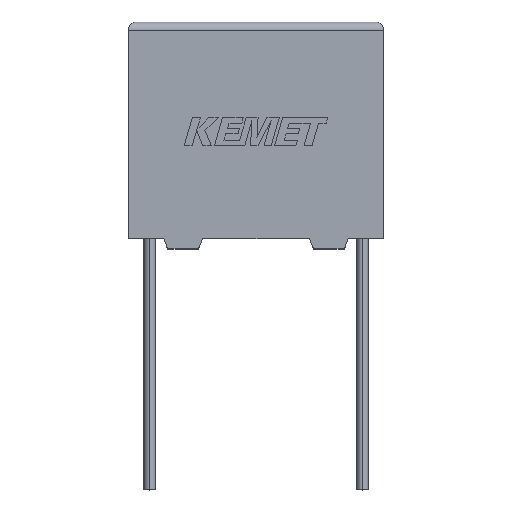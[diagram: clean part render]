
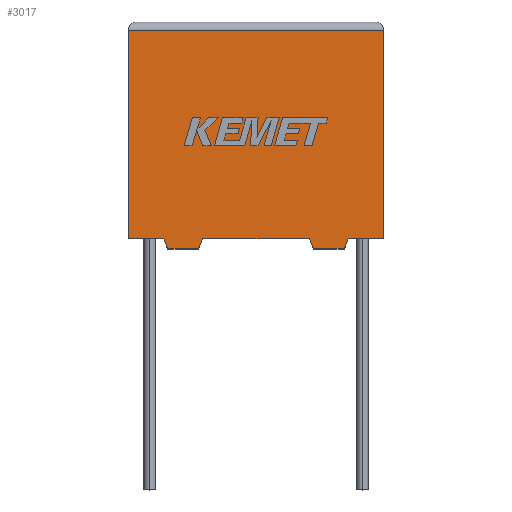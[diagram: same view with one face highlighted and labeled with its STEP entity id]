
A CAD part, top view. The second image highlights one B-rep face of the part: STEP entity #3017.
In plain terms, the highlighted planar face has unit normal (0, 0, 1).
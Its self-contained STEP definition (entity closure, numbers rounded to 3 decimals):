
#81 = CARTESIAN_POINT ( 'NONE',  ( 0., 0., 8.5 ) ) ;
#87 = LINE ( 'NONE', #1541, #854 ) ;
#118 = VERTEX_POINT ( 'NONE', #266 ) ;
#125 = CARTESIAN_POINT ( 'NONE',  ( 15.217, -0.72, 8.5 ) ) ;
#141 = DIRECTION ( 'NONE',  ( 0.385, 0.923, 0. ) ) ;
#224 = LINE ( 'NONE', #1888, #1035 ) ;
#246 = VECTOR ( 'NONE', #920, 1000. ) ;
#248 = VERTEX_POINT ( 'NONE', #1646 ) ;
#266 = CARTESIAN_POINT ( 'NONE',  ( 13.054, -0.72, 8.5 ) ) ;
#320 = VECTOR ( 'NONE', #2972, 1000. ) ;
#323 = ORIENTED_EDGE ( 'NONE', *, *, #2163, .T. ) ;
#392 = DIRECTION ( 'NONE',  ( 0., 1., 0. ) ) ;
#403 = CARTESIAN_POINT ( 'NONE',  ( 15.517, 0., 8.5 ) ) ;
#432 = VECTOR ( 'NONE', #141, 1000. ) ;
#459 = PLANE ( 'NONE',  #1807 ) ;
#536 = DIRECTION ( 'NONE',  ( -1., 0., 0. ) ) ;
#573 = ORIENTED_EDGE ( 'NONE', *, *, #2196, .T. ) ;
#609 = LINE ( 'NONE', #2970, #432 ) ;
#613 = ORIENTED_EDGE ( 'NONE', *, *, #1277, .T. ) ;
#617 = CARTESIAN_POINT ( 'NONE',  ( 15.217, -0.72, 8.5 ) ) ;
#631 = EDGE_CURVE ( 'NONE', #248, #822, #1832, .T. ) ;
#633 = DIRECTION ( 'NONE',  ( 1., 0., 0. ) ) ;
#647 = DIRECTION ( 'NONE',  ( 1., 0., 0. ) ) ;
#655 = CARTESIAN_POINT ( 'NONE',  ( 12.754, 0., 8.5 ) ) ;
#720 = LINE ( 'NONE', #1186, #3242 ) ;
#741 = EDGE_LOOP ( 'NONE', ( #323, #753, #2963, #3119, #613, #573, #2301, #2474, #1579, #2912, #1377, #2015 ) ) ;
#753 = ORIENTED_EDGE ( 'NONE', *, *, #1260, .T. ) ;
#822 = VERTEX_POINT ( 'NONE', #655 ) ;
#823 = DIRECTION ( 'NONE',  ( 0.385, -0.923, 0. ) ) ;
#854 = VECTOR ( 'NONE', #1575, 1000. ) ;
#872 = CARTESIAN_POINT ( 'NONE',  ( 2.783, -0.72, 8.5 ) ) ;
#917 = DIRECTION ( 'NONE',  ( -1., 0., 0. ) ) ;
#920 = DIRECTION ( 'NONE',  ( -0.385, -0.923, 0. ) ) ;
#975 = CARTESIAN_POINT ( 'NONE',  ( 15.517, 0., 8.5 ) ) ;
#988 = CARTESIAN_POINT ( 'NONE',  ( 0., 0., 8.5 ) ) ;
#1004 = CARTESIAN_POINT ( 'NONE',  ( 4.946, -0.72, 8.5 ) ) ;
#1034 = LINE ( 'NONE', #2097, #2263 ) ;
#1035 = VECTOR ( 'NONE', #633, 1000. ) ;
#1183 = LINE ( 'NONE', #2811, #2066 ) ;
#1186 = CARTESIAN_POINT ( 'NONE',  ( 0., 0., 8.5 ) ) ;
#1198 = EDGE_CURVE ( 'NONE', #2267, #118, #3081, .T. ) ;
#1234 = DIRECTION ( 'NONE',  ( -1., 0., 0. ) ) ;
#1260 = EDGE_CURVE ( 'NONE', #2833, #2619, #1034, .T. ) ;
#1277 = EDGE_CURVE ( 'NONE', #3127, #1784, #1183, .T. ) ;
#1287 = CARTESIAN_POINT ( 'NONE',  ( 0., 14.704, 8.5 ) ) ;
#1312 = CARTESIAN_POINT ( 'NONE',  ( 18., 0., 8.5 ) ) ;
#1313 = VECTOR ( 'NONE', #392, 1000. ) ;
#1377 = ORIENTED_EDGE ( 'NONE', *, *, #2905, .F. ) ;
#1428 = DIRECTION ( 'NONE',  ( 1., 0., 0. ) ) ;
#1541 = CARTESIAN_POINT ( 'NONE',  ( 13.054, -0.72, 8.5 ) ) ;
#1574 = FACE_OUTER_BOUND ( 'NONE', #741, .T. ) ;
#1575 = DIRECTION ( 'NONE',  ( -0.385, 0.923, 0. ) ) ;
#1579 = ORIENTED_EDGE ( 'NONE', *, *, #2576, .F. ) ;
#1581 = EDGE_CURVE ( 'NONE', #2282, #3205, #224, .T. ) ;
#1646 = CARTESIAN_POINT ( 'NONE',  ( 5.246, 0., 8.5 ) ) ;
#1672 = VERTEX_POINT ( 'NONE', #1004 ) ;
#1784 = VERTEX_POINT ( 'NONE', #872 ) ;
#1807 = AXIS2_PLACEMENT_3D ( 'NONE', #988, #2705, #1234 ) ;
#1832 = LINE ( 'NONE', #2348, #320 ) ;
#1857 = DIRECTION ( 'NONE',  ( 0., -1., 0. ) ) ;
#1888 = CARTESIAN_POINT ( 'NONE',  ( 0., 0., 8.5 ) ) ;
#1935 = VECTOR ( 'NONE', #1428, 1000. ) ;
#1964 = VERTEX_POINT ( 'NONE', #2948 ) ;
#1981 = LINE ( 'NONE', #2904, #1313 ) ;
#1991 = CARTESIAN_POINT ( 'NONE',  ( 2.483, 0., 8.5 ) ) ;
#2015 = ORIENTED_EDGE ( 'NONE', *, *, #1581, .T. ) ;
#2032 = VECTOR ( 'NONE', #917, 1000. ) ;
#2066 = VECTOR ( 'NONE', #823, 1000. ) ;
#2097 = CARTESIAN_POINT ( 'NONE',  ( 0., 14.704, 8.5 ) ) ;
#2146 = EDGE_CURVE ( 'NONE', #1964, #3127, #720, .T. ) ;
#2147 = CARTESIAN_POINT ( 'NONE',  ( 18., 14.704, 8.5 ) ) ;
#2163 = EDGE_CURVE ( 'NONE', #3205, #2833, #1981, .T. ) ;
#2196 = EDGE_CURVE ( 'NONE', #1784, #1672, #2665, .T. ) ;
#2263 = VECTOR ( 'NONE', #536, 1000. ) ;
#2267 = VERTEX_POINT ( 'NONE', #125 ) ;
#2282 = VERTEX_POINT ( 'NONE', #975 ) ;
#2301 = ORIENTED_EDGE ( 'NONE', *, *, #2520, .T. ) ;
#2334 = VECTOR ( 'NONE', #1857, 1000. ) ;
#2348 = CARTESIAN_POINT ( 'NONE',  ( 0., 0., 8.5 ) ) ;
#2401 = CARTESIAN_POINT ( 'NONE',  ( 2.783, -0.72, 8.5 ) ) ;
#2474 = ORIENTED_EDGE ( 'NONE', *, *, #631, .T. ) ;
#2520 = EDGE_CURVE ( 'NONE', #1672, #248, #609, .T. ) ;
#2558 = LINE ( 'NONE', #403, #246 ) ;
#2576 = EDGE_CURVE ( 'NONE', #118, #822, #87, .T. ) ;
#2619 = VERTEX_POINT ( 'NONE', #1287 ) ;
#2662 = EDGE_CURVE ( 'NONE', #2619, #1964, #2795, .T. ) ;
#2665 = LINE ( 'NONE', #2401, #1935 ) ;
#2705 = DIRECTION ( 'NONE',  ( 0., 0., -1. ) ) ;
#2795 = LINE ( 'NONE', #81, #2334 ) ;
#2811 = CARTESIAN_POINT ( 'NONE',  ( 2.483, 0., 8.5 ) ) ;
#2833 = VERTEX_POINT ( 'NONE', #2147 ) ;
#2904 = CARTESIAN_POINT ( 'NONE',  ( 18., 0., 8.5 ) ) ;
#2905 = EDGE_CURVE ( 'NONE', #2282, #2267, #2558, .T. ) ;
#2912 = ORIENTED_EDGE ( 'NONE', *, *, #1198, .F. ) ;
#2948 = CARTESIAN_POINT ( 'NONE',  ( 0., 0., 8.5 ) ) ;
#2963 = ORIENTED_EDGE ( 'NONE', *, *, #2662, .T. ) ;
#2970 = CARTESIAN_POINT ( 'NONE',  ( 4.946, -0.72, 8.5 ) ) ;
#2972 = DIRECTION ( 'NONE',  ( 1., 0., 0. ) ) ;
#3017 = ADVANCED_FACE ( 'NONE', ( #1574 ), #459, .F. ) ;
#3081 = LINE ( 'NONE', #617, #2032 ) ;
#3119 = ORIENTED_EDGE ( 'NONE', *, *, #2146, .T. ) ;
#3127 = VERTEX_POINT ( 'NONE', #1991 ) ;
#3205 = VERTEX_POINT ( 'NONE', #1312 ) ;
#3242 = VECTOR ( 'NONE', #647, 1000. ) ;
